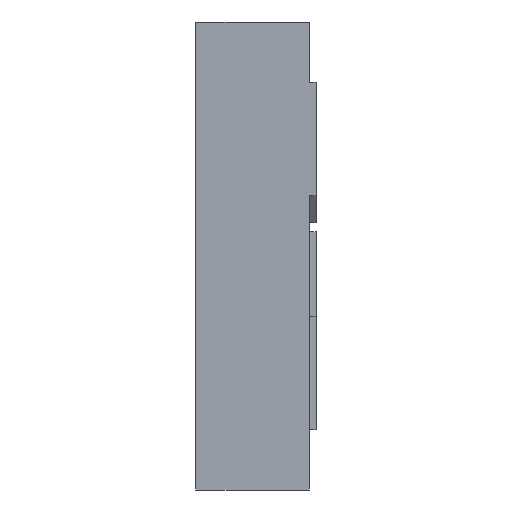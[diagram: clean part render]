
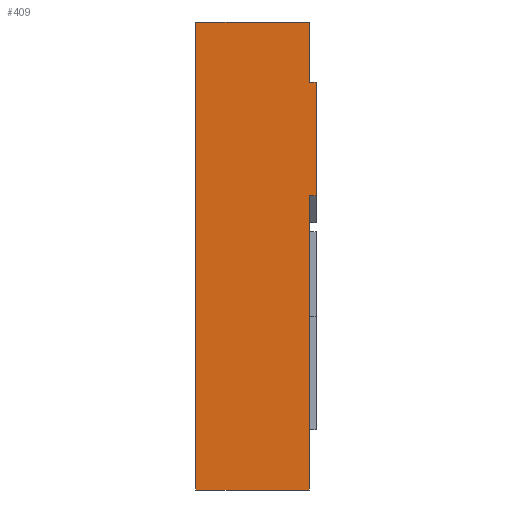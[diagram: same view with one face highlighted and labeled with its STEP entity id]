
A CAD part, left-side view. The second image highlights one B-rep face of the part: STEP entity #409.
In plain terms, the highlighted planar face has unit normal (-1, 0, 0).
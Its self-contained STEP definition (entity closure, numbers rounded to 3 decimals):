
#29 = VERTEX_POINT ( 'NONE', #1713 ) ;
#42 = VECTOR ( 'NONE', #294, 1000. ) ;
#46 = CARTESIAN_POINT ( 'NONE',  ( -1.75, 0., 0. ) ) ;
#53 = DIRECTION ( 'NONE',  ( -1., 0., 0. ) ) ;
#54 = CARTESIAN_POINT ( 'NONE',  ( -1.75, -0.05, 0. ) ) ;
#67 = DIRECTION ( 'NONE',  ( 0., 0., 1. ) ) ;
#68 = CARTESIAN_POINT ( 'NONE',  ( -1.75, 0., 1.75 ) ) ;
#70 = EDGE_CURVE ( 'NONE', #29, #1054, #646, .T. ) ;
#128 = LINE ( 'NONE', #46, #857 ) ;
#143 = EDGE_CURVE ( 'NONE', #509, #302, #403, .T. ) ;
#171 = ORIENTED_EDGE ( 'NONE', *, *, #1216, .F. ) ;
#173 = CARTESIAN_POINT ( 'NONE',  ( -1.75, 0.85, -1.75 ) ) ;
#226 = FACE_OUTER_BOUND ( 'NONE', #734, .T. ) ;
#232 = CARTESIAN_POINT ( 'NONE',  ( -1.75, 0.85, 1.75 ) ) ;
#262 = EDGE_CURVE ( 'NONE', #1054, #1130, #128, .T. ) ;
#294 = DIRECTION ( 'NONE',  ( 0., -1., 0. ) ) ;
#302 = VERTEX_POINT ( 'NONE', #1030 ) ;
#326 = PLANE ( 'NONE',  #1240 ) ;
#353 = ORIENTED_EDGE ( 'NONE', *, *, #143, .T. ) ;
#393 = CARTESIAN_POINT ( 'NONE',  ( -1.75, -0.05, 0.45 ) ) ;
#398 = VECTOR ( 'NONE', #1354, 1000. ) ;
#403 = LINE ( 'NONE', #1115, #624 ) ;
#409 = ADVANCED_FACE ( 'NONE', ( #226 ), #326, .T. ) ;
#411 = EDGE_CURVE ( 'NONE', #1144, #881, #1232, .T. ) ;
#432 = LINE ( 'NONE', #173, #42 ) ;
#434 = ORIENTED_EDGE ( 'NONE', *, *, #70, .F. ) ;
#439 = DIRECTION ( 'NONE',  ( 0., 0., -1. ) ) ;
#442 = CARTESIAN_POINT ( 'NONE',  ( -1.75, 0.85, 1.75 ) ) ;
#454 = DIRECTION ( 'NONE',  ( 0., 0., -1. ) ) ;
#456 = CARTESIAN_POINT ( 'NONE',  ( -1.75, 0., 0. ) ) ;
#457 = LINE ( 'NONE', #456, #945 ) ;
#483 = VECTOR ( 'NONE', #1032, 1000. ) ;
#509 = VERTEX_POINT ( 'NONE', #1181 ) ;
#586 = CARTESIAN_POINT ( 'NONE',  ( -1.75, -0.05, 0.45 ) ) ;
#603 = VERTEX_POINT ( 'NONE', #1678 ) ;
#619 = EDGE_CURVE ( 'NONE', #881, #302, #1254, .T. ) ;
#624 = VECTOR ( 'NONE', #1530, 1000. ) ;
#630 = CARTESIAN_POINT ( 'NONE',  ( -1.75, 0., -1.75 ) ) ;
#644 = EDGE_CURVE ( 'NONE', #1665, #1130, #432, .T. ) ;
#646 = LINE ( 'NONE', #1311, #1647 ) ;
#734 = EDGE_LOOP ( 'NONE', ( #1344, #1720, #956, #1610, #1419, #434, #1003, #171, #1169, #353 ) ) ;
#771 = DIRECTION ( 'NONE',  ( 0., 0., -1. ) ) ;
#843 = VECTOR ( 'NONE', #454, 1000. ) ;
#857 = VECTOR ( 'NONE', #1255, 1000. ) ;
#881 = VERTEX_POINT ( 'NONE', #68 ) ;
#888 = CARTESIAN_POINT ( 'NONE',  ( -1.75, 0., -1.3 ) ) ;
#945 = VECTOR ( 'NONE', #439, 1000. ) ;
#956 = ORIENTED_EDGE ( 'NONE', *, *, #1045, .T. ) ;
#973 = EDGE_CURVE ( 'NONE', #509, #1555, #1705, .T. ) ;
#978 = CARTESIAN_POINT ( 'NONE',  ( -1.75, 0., 0. ) ) ;
#1003 = ORIENTED_EDGE ( 'NONE', *, *, #1510, .F. ) ;
#1030 = CARTESIAN_POINT ( 'NONE',  ( -1.75, 0., 1.3 ) ) ;
#1032 = DIRECTION ( 'NONE',  ( 0., 0., -1. ) ) ;
#1045 = EDGE_CURVE ( 'NONE', #1144, #1665, #1346, .T. ) ;
#1054 = VERTEX_POINT ( 'NONE', #888 ) ;
#1094 = LINE ( 'NONE', #393, #1431 ) ;
#1115 = CARTESIAN_POINT ( 'NONE',  ( -1.75, -0.05, 1.3 ) ) ;
#1130 = VERTEX_POINT ( 'NONE', #630 ) ;
#1144 = VERTEX_POINT ( 'NONE', #232 ) ;
#1169 = ORIENTED_EDGE ( 'NONE', *, *, #973, .F. ) ;
#1181 = CARTESIAN_POINT ( 'NONE',  ( -1.75, -0.05, 1.3 ) ) ;
#1191 = CARTESIAN_POINT ( 'NONE',  ( -1.75, 0.85, -1.75 ) ) ;
#1207 = DIRECTION ( 'NONE',  ( 0., 1., 0. ) ) ;
#1216 = EDGE_CURVE ( 'NONE', #1555, #603, #1094, .T. ) ;
#1232 = LINE ( 'NONE', #442, #1507 ) ;
#1240 = AXIS2_PLACEMENT_3D ( 'NONE', #1511, #53, #67 ) ;
#1254 = LINE ( 'NONE', #978, #398 ) ;
#1255 = DIRECTION ( 'NONE',  ( 0., 0., -1. ) ) ;
#1287 = CARTESIAN_POINT ( 'NONE',  ( -1.75, 0.85, 0. ) ) ;
#1311 = CARTESIAN_POINT ( 'NONE',  ( -1.75, 0., 0. ) ) ;
#1344 = ORIENTED_EDGE ( 'NONE', *, *, #619, .F. ) ;
#1346 = LINE ( 'NONE', #1287, #483 ) ;
#1354 = DIRECTION ( 'NONE',  ( 0., 0., -1. ) ) ;
#1419 = ORIENTED_EDGE ( 'NONE', *, *, #262, .F. ) ;
#1431 = VECTOR ( 'NONE', #1207, 1000. ) ;
#1507 = VECTOR ( 'NONE', #1517, 1000. ) ;
#1510 = EDGE_CURVE ( 'NONE', #603, #29, #457, .T. ) ;
#1511 = CARTESIAN_POINT ( 'NONE',  ( -1.75, 0.85, 0. ) ) ;
#1517 = DIRECTION ( 'NONE',  ( 0., -1., 0. ) ) ;
#1530 = DIRECTION ( 'NONE',  ( 0., 1., 0. ) ) ;
#1555 = VERTEX_POINT ( 'NONE', #586 ) ;
#1610 = ORIENTED_EDGE ( 'NONE', *, *, #644, .T. ) ;
#1647 = VECTOR ( 'NONE', #771, 1000. ) ;
#1665 = VERTEX_POINT ( 'NONE', #1191 ) ;
#1678 = CARTESIAN_POINT ( 'NONE',  ( -1.75, 0., 0.45 ) ) ;
#1705 = LINE ( 'NONE', #54, #843 ) ;
#1713 = CARTESIAN_POINT ( 'NONE',  ( -1.75, 0., -0.45 ) ) ;
#1720 = ORIENTED_EDGE ( 'NONE', *, *, #411, .F. ) ;
